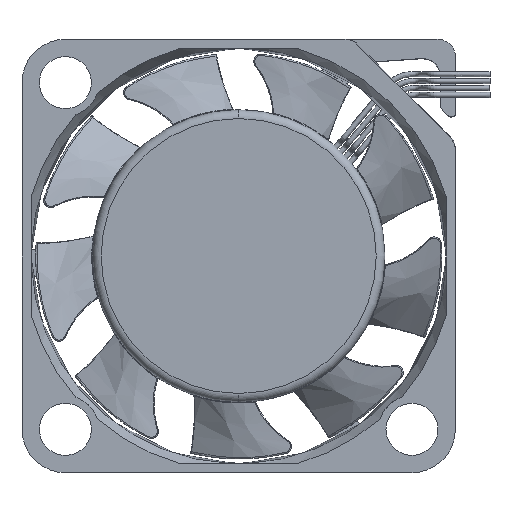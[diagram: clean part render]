
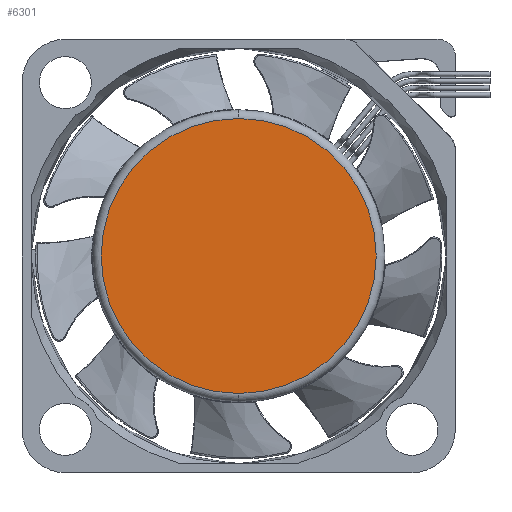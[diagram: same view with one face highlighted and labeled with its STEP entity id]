
A CAD part, front view. The second image highlights one B-rep face of the part: STEP entity #6301.
In plain terms, the highlighted planar face has unit normal (0, -1, 0).
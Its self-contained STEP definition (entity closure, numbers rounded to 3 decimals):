
#1970 = CARTESIAN_POINT ( 'NONE',  ( 0., -6., 0. ) ) ;
#3882 = AXIS2_PLACEMENT_3D ( 'NONE', #6067, #5949, #4077 ) ;
#4077 = DIRECTION ( 'NONE',  ( 0., 0., -1. ) ) ;
#5091 = EDGE_CURVE ( 'NONE', #8457, #14913, #20156, .T. ) ;
#5660 = CARTESIAN_POINT ( 'NONE',  ( 0., -6., 7.935 ) ) ;
#5840 = DIRECTION ( 'NONE',  ( 0., -1., 0. ) ) ;
#5949 = DIRECTION ( 'NONE',  ( 0., -1., 0. ) ) ;
#6067 = CARTESIAN_POINT ( 'NONE',  ( 0., -6., 0. ) ) ;
#6301 = ADVANCED_FACE ( 'NONE', ( #11236 ), #9347, .T. ) ;
#8457 = VERTEX_POINT ( 'NONE', #9501 ) ;
#9246 = EDGE_LOOP ( 'NONE', ( #18425, #22637 ) ) ;
#9347 = PLANE ( 'NONE',  #22060 ) ;
#9501 = CARTESIAN_POINT ( 'NONE',  ( 0., -6., -7.935 ) ) ;
#10028 = AXIS2_PLACEMENT_3D ( 'NONE', #1970, #19605, #12560 ) ;
#11236 = FACE_OUTER_BOUND ( 'NONE', #9246, .T. ) ;
#12560 = DIRECTION ( 'NONE',  ( 0., 0., -1. ) ) ;
#14913 = VERTEX_POINT ( 'NONE', #5660 ) ;
#16529 = CARTESIAN_POINT ( 'NONE',  ( 0., -6., 0. ) ) ;
#18425 = ORIENTED_EDGE ( 'NONE', *, *, #5091, .T. ) ;
#19605 = DIRECTION ( 'NONE',  ( 0., -1., 0. ) ) ;
#19889 = EDGE_CURVE ( 'NONE', #14913, #8457, #22673, .T. ) ;
#20156 = CIRCLE ( 'NONE', #10028, 7.935 ) ;
#20174 = DIRECTION ( 'NONE',  ( -1., 0., 0. ) ) ;
#22060 = AXIS2_PLACEMENT_3D ( 'NONE', #16529, #5840, #20174 ) ;
#22637 = ORIENTED_EDGE ( 'NONE', *, *, #19889, .T. ) ;
#22673 = CIRCLE ( 'NONE', #3882, 7.935 ) ;
